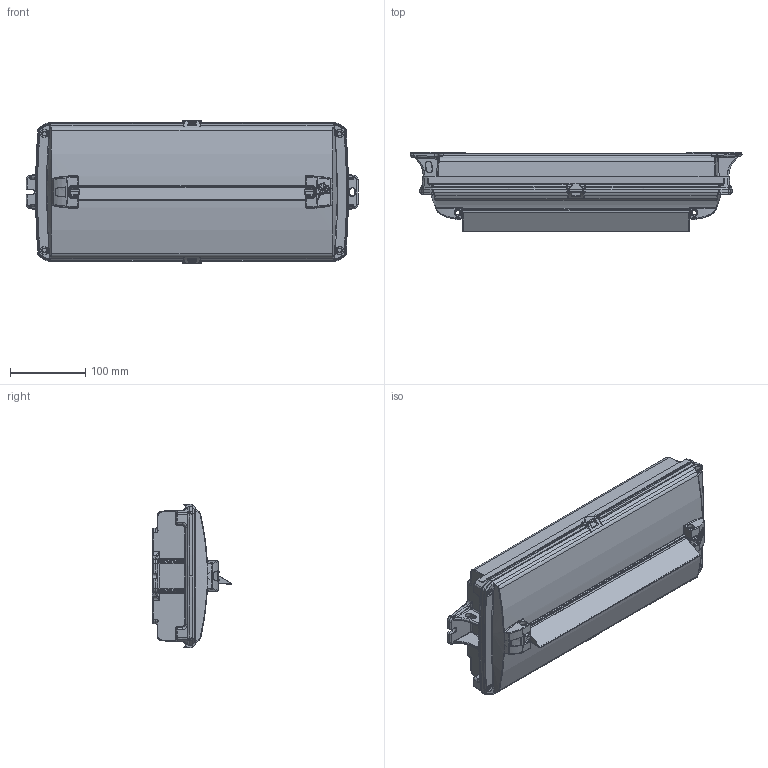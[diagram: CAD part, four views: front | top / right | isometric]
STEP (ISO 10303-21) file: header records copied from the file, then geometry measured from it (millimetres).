
FILE_DESCRIPTION (( 'STEP AP214' ), '1' );
FILE_NAME ('2019-07-23_C-Lux_6102_6109_Umlenkoptik.STEP', '2019-07-23T08:43:29', ( '' ), ( '' ), 'SwSTEP 2.0', 'SolidWorks 2018', '' );
FILE_SCHEMA (( 'AUTOMOTIVE_DESIGN' ));
Length unit declared in the file: millimetre
Products named in the file (1): 2019-07-23_C-Lux_6102_6109_Umlenkoptik
Bounding box: 440.28 x 104.96 x 190.82 mm (x, y, z)
Surface area: 261210.2 mm2 (no closed solid volume)
Topology: 0 solids, 34 shells, 1638 faces, 5245 edges, 3426 vertices
Faces by surface type: bspline 643, cylinder 521, plane 354, torus 86, cone 29, sphere 5
Entity records: 98032 total; most frequent: CARTESIAN_POINT 41434, ORIENTED_EDGE 8305, DIRECTION 6638, EDGE_CURVE 5205, VERTEX_POINT 3422, AXIS2_PLACEMENT_3D 2452, VECTOR 1734, LINE 1734
